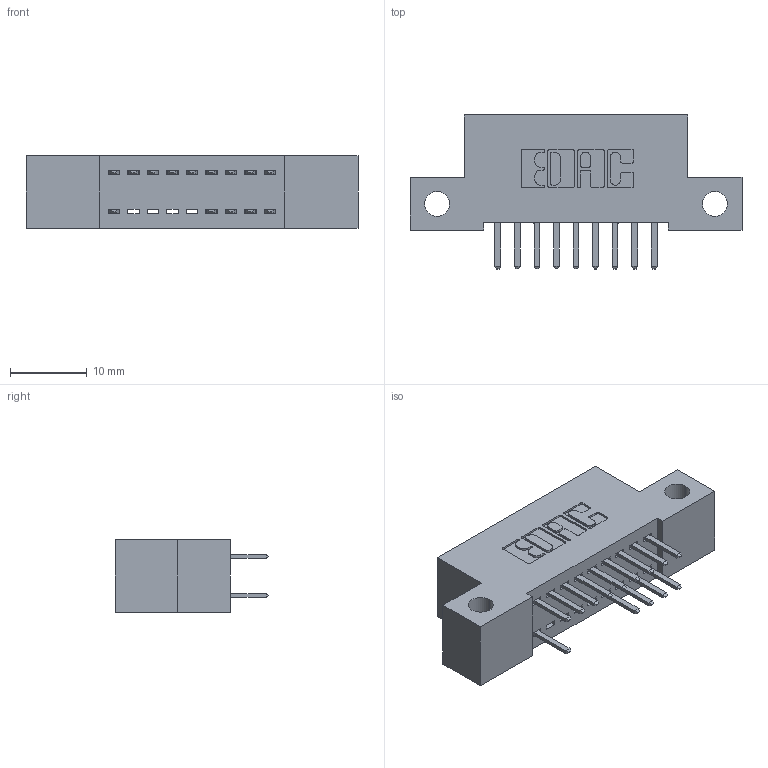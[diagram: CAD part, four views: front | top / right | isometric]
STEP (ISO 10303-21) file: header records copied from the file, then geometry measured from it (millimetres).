
FILE_DESCRIPTION (( 'STEP AP203' ), '1' );
FILE_NAME ('392-018-520-212.STEP', '2018-08-15T03:37:16', ( '' ), ( '' ), 'SwSTEP 2.0', 'SolidWorks 2016', '' );
FILE_SCHEMA (( 'CONFIG_CONTROL_DESIGN' ));
Length unit declared in the file: inch
Products named in the file (3): 342 Part_Side Mount; 345-292-001_345-293-120; 392-018-520-212
Assembly tree (15 placements, depth 2):
  392-018-520-212
    342 Part_Side Mount
    345-292-001_345-293-120  x14
Bounding box: 43.18 x 20.02 x 9.4 mm (x, y, z)
Volume: 3607.4 mm3; surface area: 4685.6 mm2
Topology: 15 solids, 15 shells, 918 faces, 2665 edges, 1738 vertices
Faces by surface type: plane 622, cylinder 296
Entity records: 9915 total; most frequent: CARTESIAN_POINT 1710, ORIENTED_EDGE 1638, DIRECTION 1503, EDGE_CURVE 819, LINE 687, VECTOR 687, VERTEX_POINT 542, AXIS2_PLACEMENT_3D 408
